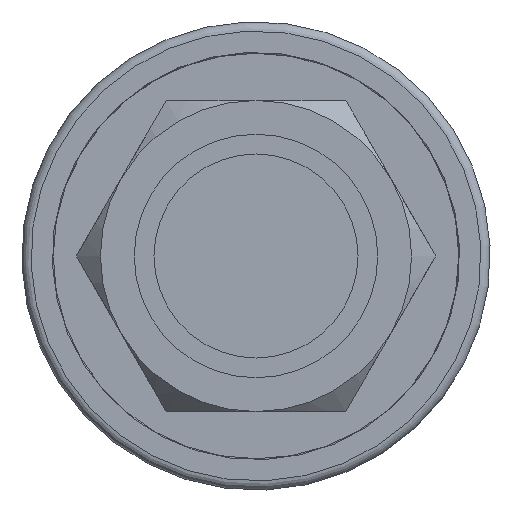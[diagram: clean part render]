
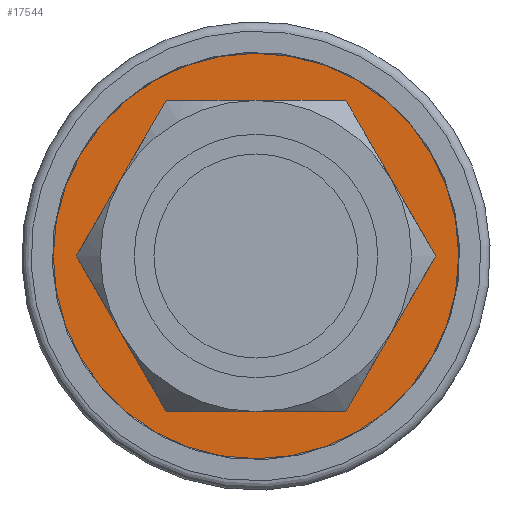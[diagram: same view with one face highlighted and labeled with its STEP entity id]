
A CAD part, left-side view. The second image highlights one B-rep face of the part: STEP entity #17544.
In plain terms, the highlighted planar face has unit normal (-1, 0, 0).
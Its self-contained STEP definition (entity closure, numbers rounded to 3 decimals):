
#17152=CARTESIAN_POINT('',(12.8,4.85,-8.4));
#17153=VERTEX_POINT('',#17152);
#17160=CARTESIAN_POINT('',(12.8,-4.85,-8.4));
#17161=VERTEX_POINT('',#17160);
#17162=CARTESIAN_POINT('',(12.8,4.85,-8.4));
#17163=DIRECTION('',(0.0,-1.0,0.0));
#17164=VECTOR('',#17163,9.699);
#17165=LINE('',#17162,#17164);
#17166=EDGE_CURVE('',#17153,#17161,#17165,.T.);
#17213=CARTESIAN_POINT('',(12.8,-9.699,0.));
#17214=VERTEX_POINT('',#17213);
#17215=CARTESIAN_POINT('',(12.8,-4.85,-8.4));
#17216=DIRECTION('',(0.0,-0.5,0.866));
#17217=VECTOR('',#17216,9.699);
#17218=LINE('',#17215,#17217);
#17219=EDGE_CURVE('',#17161,#17214,#17218,.T.);
#17266=CARTESIAN_POINT('',(12.8,-4.85,8.4));
#17267=VERTEX_POINT('',#17266);
#17268=CARTESIAN_POINT('',(12.8,-9.699,0.));
#17269=DIRECTION('',(0.0,0.5,0.866));
#17270=VECTOR('',#17269,9.699);
#17271=LINE('',#17268,#17270);
#17272=EDGE_CURVE('',#17214,#17267,#17271,.T.);
#17335=CARTESIAN_POINT('',(12.8,4.85,8.4));
#17336=VERTEX_POINT('',#17335);
#17343=CARTESIAN_POINT('',(12.8,9.699,0.));
#17344=VERTEX_POINT('',#17343);
#17345=CARTESIAN_POINT('',(12.8,4.85,8.4));
#17346=DIRECTION('',(0.0,0.5,-0.866));
#17347=VECTOR('',#17346,9.699);
#17348=LINE('',#17345,#17347);
#17349=EDGE_CURVE('',#17336,#17344,#17348,.T.);
#17394=CARTESIAN_POINT('',(12.8,9.699,0.));
#17395=DIRECTION('',(0.0,-0.5,-0.866));
#17396=VECTOR('',#17395,9.699);
#17397=LINE('',#17394,#17396);
#17398=EDGE_CURVE('',#17344,#17153,#17397,.T.);
#17515=CARTESIAN_POINT('',(12.8,10.384,0.0));
#17516=DIRECTION('',(-1.0,0.0,0.0));
#17517=DIRECTION('',(0.0,0.0,1.0));
#17518=AXIS2_PLACEMENT_3D('',#17515,#17516,#17517);
#17519=PLANE('',#17518);
#17520=CARTESIAN_POINT('',(12.8,3.762,10.283));
#17521=VERTEX_POINT('',#17520);
#17522=CARTESIAN_POINT('',(12.8,0.0,0.0));
#17523=DIRECTION('',(1.0,0.0,0.0));
#17524=DIRECTION('',(0.0,1.0,0.0));
#17525=AXIS2_PLACEMENT_3D('',#17522,#17523,#17524);
#17526=CIRCLE('',#17525,10.95);
#17527=EDGE_CURVE('',#17521,#17521,#17526,.T.);
#17528=ORIENTED_EDGE('',*,*,#17527,.F.);
#17529=EDGE_LOOP('',(#17528));
#17530=FACE_OUTER_BOUND('',#17529,.T.);
#17531=CARTESIAN_POINT('',(12.8,-4.85,8.4));
#17532=DIRECTION('',(0.0,1.0,0.0));
#17533=VECTOR('',#17532,9.699);
#17534=LINE('',#17531,#17533);
#17535=EDGE_CURVE('',#17267,#17336,#17534,.T.);
#17536=ORIENTED_EDGE('',*,*,#17535,.F.);
#17537=ORIENTED_EDGE('',*,*,#17272,.F.);
#17538=ORIENTED_EDGE('',*,*,#17219,.F.);
#17539=ORIENTED_EDGE('',*,*,#17166,.F.);
#17540=ORIENTED_EDGE('',*,*,#17398,.F.);
#17541=ORIENTED_EDGE('',*,*,#17349,.F.);
#17542=EDGE_LOOP('',(#17536,#17537,#17538,#17539,#17540,#17541));
#17543=FACE_BOUND('',#17542,.T.);
#17544=ADVANCED_FACE('',(#17530,#17543),#17519,.T.);
